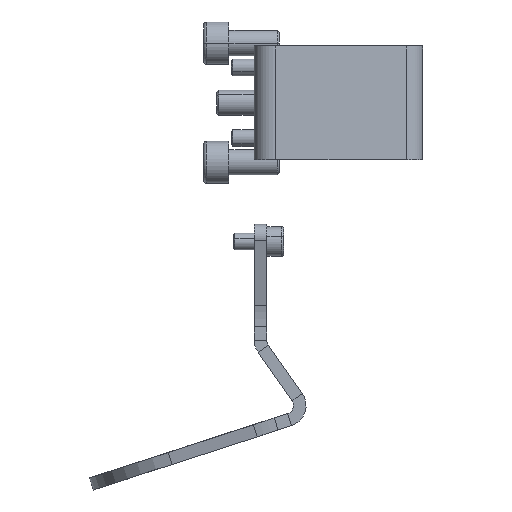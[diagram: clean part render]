
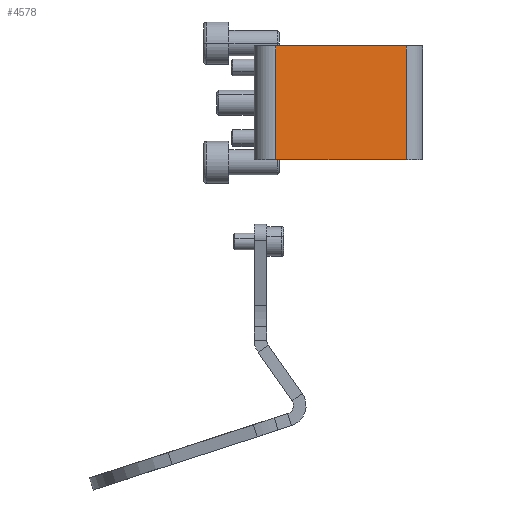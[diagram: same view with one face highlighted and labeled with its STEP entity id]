
A CAD part, left-side view. The second image highlights one B-rep face of the part: STEP entity #4578.
In plain terms, the highlighted planar face has unit normal (-0.99, -0.139, 0).
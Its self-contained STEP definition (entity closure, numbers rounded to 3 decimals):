
#46 = CARTESIAN_POINT ( 'NONE',  ( -52.347, -0.626, -13.5 ) ) ;
#1377 = ORIENTED_EDGE ( 'NONE', *, *, #6308, .T. ) ;
#1383 = CARTESIAN_POINT ( 'NONE',  ( -53.067, 4.5, 13.5 ) ) ;
#1621 = DIRECTION ( 'NONE',  ( 0.139, -0.99, 0. ) ) ;
#1764 = CARTESIAN_POINT ( 'NONE',  ( -53.067, 4.5, -13.5 ) ) ;
#2053 = CARTESIAN_POINT ( 'NONE',  ( -52.347, -0.626, -13.5 ) ) ;
#2127 = LINE ( 'NONE', #1383, #4160 ) ;
#2225 = VECTOR ( 'NONE', #2538, 1000. ) ;
#2538 = DIRECTION ( 'NONE',  ( 0., 0., 1. ) ) ;
#2918 = VERTEX_POINT ( 'NONE', #7720 ) ;
#2936 = DIRECTION ( 'NONE',  ( -0.99, -0.139, 0. ) ) ;
#3176 = CARTESIAN_POINT ( 'NONE',  ( -47.99, -31.626, -13.5 ) ) ;
#3911 = EDGE_CURVE ( 'NONE', #5848, #2918, #8207, .T. ) ;
#4160 = VECTOR ( 'NONE', #4630, 1000. ) ;
#4465 = CARTESIAN_POINT ( 'NONE',  ( -47.99, -31.626, 13.5 ) ) ;
#4478 = LINE ( 'NONE', #5784, #2225 ) ;
#4578 = ADVANCED_FACE ( 'NONE', ( #7287 ), #4971, .T. ) ;
#4630 = DIRECTION ( 'NONE',  ( 0.139, -0.99, 0. ) ) ;
#4971 = PLANE ( 'NONE',  #5371 ) ;
#5098 = ORIENTED_EDGE ( 'NONE', *, *, #6489, .F. ) ;
#5371 = AXIS2_PLACEMENT_3D ( 'NONE', #1764, #2936, #6326 ) ;
#5379 = VECTOR ( 'NONE', #1621, 1000. ) ;
#5784 = CARTESIAN_POINT ( 'NONE',  ( -47.99, -31.626, -13.5 ) ) ;
#5818 = LINE ( 'NONE', #6829, #5379 ) ;
#5848 = VERTEX_POINT ( 'NONE', #2053 ) ;
#5909 = DIRECTION ( 'NONE',  ( 0., 0., 1. ) ) ;
#5978 = EDGE_CURVE ( 'NONE', #5848, #7531, #5818, .T. ) ;
#6308 = EDGE_CURVE ( 'NONE', #7531, #6338, #4478, .T. ) ;
#6326 = DIRECTION ( 'NONE',  ( -0.139, 0.99, 0. ) ) ;
#6338 = VERTEX_POINT ( 'NONE', #4465 ) ;
#6449 = VECTOR ( 'NONE', #5909, 1000. ) ;
#6489 = EDGE_CURVE ( 'NONE', #2918, #6338, #2127, .T. ) ;
#6829 = CARTESIAN_POINT ( 'NONE',  ( -53.067, 4.5, -13.5 ) ) ;
#7219 = ORIENTED_EDGE ( 'NONE', *, *, #5978, .T. ) ;
#7287 = FACE_OUTER_BOUND ( 'NONE', #7932, .T. ) ;
#7531 = VERTEX_POINT ( 'NONE', #3176 ) ;
#7589 = ORIENTED_EDGE ( 'NONE', *, *, #3911, .F. ) ;
#7720 = CARTESIAN_POINT ( 'NONE',  ( -52.347, -0.626, 13.5 ) ) ;
#7932 = EDGE_LOOP ( 'NONE', ( #5098, #7589, #7219, #1377 ) ) ;
#8207 = LINE ( 'NONE', #46, #6449 ) ;
